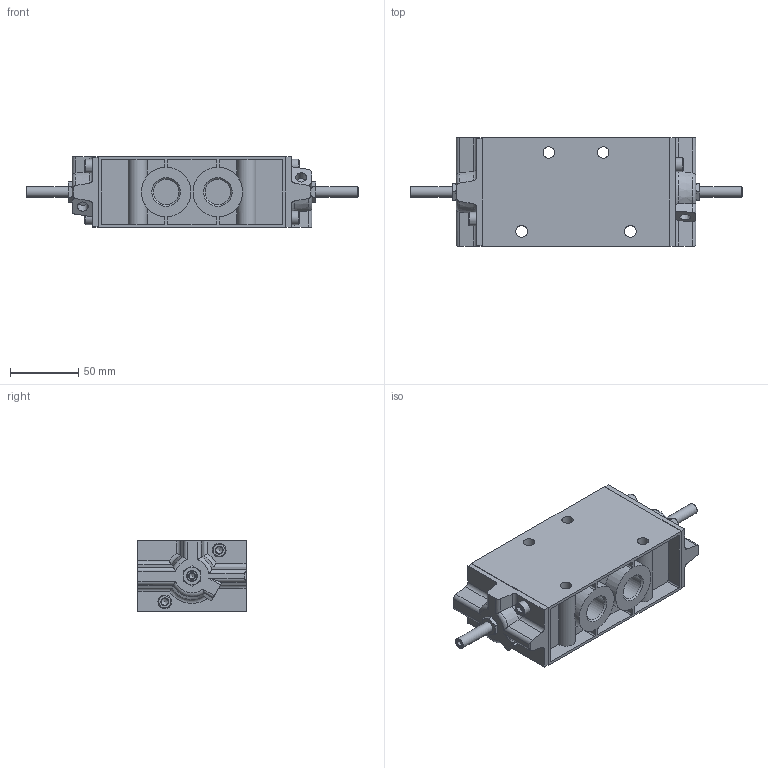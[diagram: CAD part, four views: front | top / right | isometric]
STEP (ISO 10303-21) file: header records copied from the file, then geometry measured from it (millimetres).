
FILE_DESCRIPTION(/* description */ ('STEP AP214'),/* implementation_level */ '2;1');
FILE_NAME(/* name */ '35548_JMFH-5-1_2-S',/* time_stamp */ '2024-08-29T15:18:31+02:00',/* author */ ('License CC BY-ND 4.0'),/* organization */ ('CADENAS'),/* preprocessor_version */ 'ST-DEVELOPER v19.3',/* originating_system */ 'PARTsolutions',/* authorisation */ ' ');
FILE_SCHEMA (('AUTOMOTIVE_DESIGN {1 0 10303 214 3 1 1}'));
Length unit declared in the file: millimetre
Products named in the file (1): 35548 JMFH-5-1/2-S
Bounding box: 244 x 80 x 52 mm (x, y, z)
Volume: 573860.8 mm3; surface area: 75524.4 mm2
Topology: 1 solids, 1 shells, 324 faces, 767 edges, 474 vertices
Faces by surface type: plane 136, cylinder 92, cone 83, torus 13
Full cylindrical faces by diameter (mm): 4.134 x2, 6.9 x2, 7.1 x2, 8 x2, 8.5 x4, 8.566 x2, 10 x4, 18.631 x5, 36.4 x2
Entity records: 9101 total; most frequent: CARTESIAN_POINT 1925, DIRECTION 1491, ORIENTED_EDGE 1394, EDGE_CURVE 697, AXIS2_PLACEMENT_3D 588, VERTEX_POINT 466, FACE_BOUND 423, EDGE_LOOP 415
